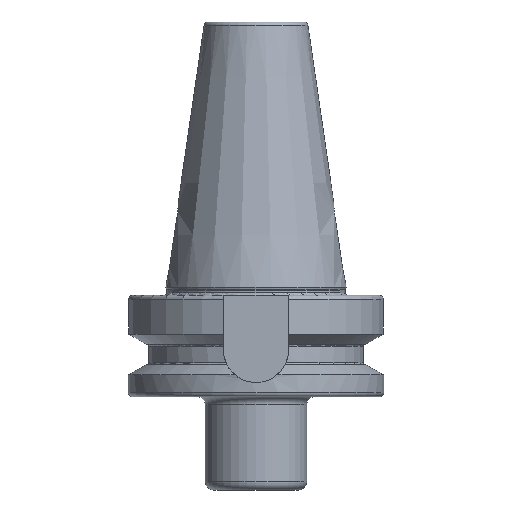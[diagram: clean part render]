
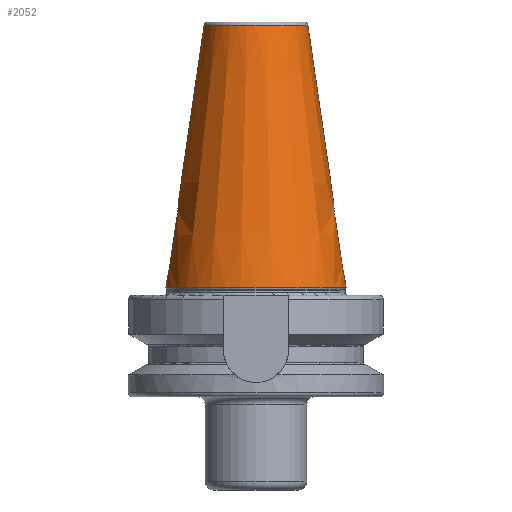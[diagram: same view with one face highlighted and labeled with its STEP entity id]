
A CAD part, left-side view. The second image highlights one B-rep face of the part: STEP entity #2052.
In plain terms, the highlighted conical face has half-angle 8.297 degrees and reference radius 17.519 mm.
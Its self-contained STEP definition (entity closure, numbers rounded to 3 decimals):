
#240=CARTESIAN_POINT('',(0,19.163,48));
#287=CARTESIAN_POINT('',(0.,-19.163,48));
#313=CARTESIAN_POINT('',(-2.765,-19.369,45.235));
#314=CARTESIAN_POINT('',(-2.765,-19.345,45.397));
#315=CARTESIAN_POINT('',(-2.736,-19.302,45.722));
#316=CARTESIAN_POINT('',(-2.609,-19.25,46.192));
#317=CARTESIAN_POINT('',(-2.405,-19.213,46.628));
#318=CARTESIAN_POINT('',(-2.125,-19.188,47.025));
#319=CARTESIAN_POINT('',(-1.787,-19.173,47.363));
#320=CARTESIAN_POINT('',(-1.389,-19.166,47.642));
#321=CARTESIAN_POINT('',(-0.954,-19.163,
47.845));
#322=CARTESIAN_POINT('',(-0.483,-19.163,
47.972));
#323=CARTESIAN_POINT('',(-0.161,-19.163,48));
#324=CARTESIAN_POINT('',(0.,-19.163,48));
#326=CARTESIAN_POINT('',(-2.765,-21.352,31.765));
#327=CARTESIAN_POINT('',(-2.765,-21.127,33.296));
#328=CARTESIAN_POINT('',(-2.765,-20.68,36.335));
#329=CARTESIAN_POINT('',(-2.765,-20.019,40.825));
#330=CARTESIAN_POINT('',(-2.765,-19.585,43.772));
#331=CARTESIAN_POINT('',(-2.765,-19.369,45.235));
#333=CARTESIAN_POINT('',(0.,-21.933,29));
#334=CARTESIAN_POINT('',(-0.157,-21.933,29));
#335=CARTESIAN_POINT('',(-0.472,-21.926,
29.027));
#336=CARTESIAN_POINT('',(-0.938,-21.893,
29.149));
#337=CARTESIAN_POINT('',(-1.372,-21.841,29.348));
#338=CARTESIAN_POINT('',(-1.774,-21.771,29.626));
#339=CARTESIAN_POINT('',(-2.118,-21.69,29.966));
#340=CARTESIAN_POINT('',(-2.403,-21.601,30.368));
#341=CARTESIAN_POINT('',(-2.61,-21.512,30.81));
#342=CARTESIAN_POINT('',(-2.737,-21.426,31.284));
#343=CARTESIAN_POINT('',(-2.765,-21.375,31.605));
#344=CARTESIAN_POINT('',(-2.765,-21.352,31.765));
#346=DIRECTION('',(0.,0.144,0.99));
#347=VECTOR('',#346,2.021);
#348=CARTESIAN_POINT('',(0,-22.225,27));
#349=LINE('',#348,#347);
#350=CARTESIAN_POINT('',(0,0,27));
#351=DIRECTION('',(0,0,1));
#352=DIRECTION('',(0,1,0));
#353=AXIS2_PLACEMENT_3D('',#350,#351,#352);
#355=DIRECTION('',(0,-0.144,0.99));
#356=VECTOR('',#355,2.021);
#357=CARTESIAN_POINT('',(0,22.225,27));
#358=LINE('',#357,#356);
#359=CARTESIAN_POINT('',(-2.765,21.352,31.765));
#360=CARTESIAN_POINT('',(-2.765,21.375,31.605));
#361=CARTESIAN_POINT('',(-2.737,21.426,31.285));
#362=CARTESIAN_POINT('',(-2.611,21.512,30.811));
#363=CARTESIAN_POINT('',(-2.403,21.601,30.369));
#364=CARTESIAN_POINT('',(-2.119,21.69,29.966));
#365=CARTESIAN_POINT('',(-1.774,21.771,29.626));
#366=CARTESIAN_POINT('',(-1.373,21.841,29.349));
#367=CARTESIAN_POINT('',(-0.938,21.893,29.149));
#368=CARTESIAN_POINT('',(-0.472,21.926,29.027));
#369=CARTESIAN_POINT('',(-0.157,21.933,29));
#370=CARTESIAN_POINT('',(0,21.933,29));
#372=CARTESIAN_POINT('',(-2.765,19.369,45.235));
#373=CARTESIAN_POINT('',(-2.765,19.585,43.772));
#374=CARTESIAN_POINT('',(-2.765,20.019,40.825));
#375=CARTESIAN_POINT('',(-2.765,20.68,36.335));
#376=CARTESIAN_POINT('',(-2.765,21.127,33.296));
#377=CARTESIAN_POINT('',(-2.765,21.352,31.765));
#379=CARTESIAN_POINT('',(0,19.163,48));
#380=CARTESIAN_POINT('',(-0.161,19.163,48));
#381=CARTESIAN_POINT('',(-0.484,19.163,47.972));
#382=CARTESIAN_POINT('',(-0.956,19.163,47.844));
#383=CARTESIAN_POINT('',(-1.391,19.166,47.641));
#384=CARTESIAN_POINT('',(-1.789,19.174,47.361));
#385=CARTESIAN_POINT('',(-2.127,19.188,47.023));
#386=CARTESIAN_POINT('',(-2.406,19.213,46.626));
#387=CARTESIAN_POINT('',(-2.61,19.251,46.19));
#388=CARTESIAN_POINT('',(-2.736,19.302,45.721));
#389=CARTESIAN_POINT('',(-2.765,19.345,45.397));
#390=CARTESIAN_POINT('',(-2.765,19.369,45.235));
#392=DIRECTION('',(0.,-0.144,0.99));
#393=VECTOR('',#392,44.005);
#394=CARTESIAN_POINT('',(0,19.163,48));
#395=LINE('',#394,#393);
#396=CARTESIAN_POINT('',(0,0,91.544));
#397=DIRECTION('',(0,0,1));
#398=DIRECTION('',(0,1,0));
#399=AXIS2_PLACEMENT_3D('',#396,#397,#398);
#401=DIRECTION('',(0.,0.144,0.99));
#402=VECTOR('',#401,44.005);
#403=CARTESIAN_POINT('',(0.,-19.163,48));
#404=LINE('',#403,#402);
#1422=CARTESIAN_POINT('',(0,22.225,27));
#1424=VERTEX_POINT('',#1422);
#1438=CARTESIAN_POINT('',(0,-22.225,27));
#1440=VERTEX_POINT('',#1438);
#1465=CARTESIAN_POINT('',(0,12.812,91.544));
#1466=CARTESIAN_POINT('',(0,-12.812,91.544));
#1467=VERTEX_POINT('',#1465);
#1468=VERTEX_POINT('',#1466);
#1655=CARTESIAN_POINT('',(-2.765,-19.369,45.235));
#1656=VERTEX_POINT('',#1655);
#1657=CARTESIAN_POINT('',(-2.765,19.369,45.235));
#1658=VERTEX_POINT('',#1657);
#1667=CARTESIAN_POINT('',(-2.765,-21.352,31.765));
#1668=VERTEX_POINT('',#1667);
#1669=CARTESIAN_POINT('',(-2.765,21.352,31.765));
#1670=VERTEX_POINT('',#1669);
#1671=VERTEX_POINT('',#240);
#1672=VERTEX_POINT('',#287);
#1687=CARTESIAN_POINT('',(0,21.933,29));
#1688=VERTEX_POINT('',#1687);
#1689=CARTESIAN_POINT('',(0.,-21.933,29));
#1690=VERTEX_POINT('',#1689);
#2031=CARTESIAN_POINT('',(0,0,59.272));
#2032=DIRECTION('',(0,0,-1));
#2033=DIRECTION('',(0,-1,0));
#2034=AXIS2_PLACEMENT_3D('',#2031,#2032,#2033);
#2035=CONICAL_SURFACE('',#2034,17.519,8.297);
#2036=ORIENTED_EDGE('',*,*,#1794,.F.);
#2037=ORIENTED_EDGE('',*,*,#1847,.F.);
#2038=ORIENTED_EDGE('',*,*,#2004,.F.);
#2039=ORIENTED_EDGE('',*,*,#1982,.F.);
#2041=ORIENTED_EDGE('',*,*,#2040,.F.);
#2042=ORIENTED_EDGE('',*,*,#1978,.T.);
#2043=ORIENTED_EDGE('',*,*,#2025,.F.);
#2044=ORIENTED_EDGE('',*,*,#1858,.F.);
#2045=ORIENTED_EDGE('',*,*,#1826,.F.);
#2046=ORIENTED_EDGE('',*,*,#1992,.T.);
#2048=ORIENTED_EDGE('',*,*,#2047,.T.);
#2049=ORIENTED_EDGE('',*,*,#1988,.F.);
#2050=EDGE_LOOP('',(#2036,#2037,#2038,#2039,#2041,#2042,#2043,#2044,#2045,#2046,
#2048,#2049));
#2051=FACE_OUTER_BOUND('',#2050,.F.);
#2052=ADVANCED_FACE('',(#2051),#2035,.T.);
#325=B_SPLINE_CURVE_WITH_KNOTS('',3,(#313,#314,#315,#316,#317,#318,#319,#320,
#321,#322,#323,#324),.UNSPECIFIED.,.F.,.F.,(4,1,1,1,1,1,1,1,1,4),(0,
0.111,0.222,0.333,0.444,
0.556,0.667,0.778,0.889,1),
.UNSPECIFIED.);
#332=B_SPLINE_CURVE_WITH_KNOTS('',3,(#326,#327,#328,#329,#330,#331),
.UNSPECIFIED.,.F.,.F.,(4,1,1,4),(0,0.333,0.667,1),
.UNSPECIFIED.);
#345=B_SPLINE_CURVE_WITH_KNOTS('',3,(#333,#334,#335,#336,#337,#338,#339,#340,
#341,#342,#343,#344),.UNSPECIFIED.,.F.,.F.,(4,1,1,1,1,1,1,1,1,4),(0,
0.111,0.222,0.333,0.444,
0.556,0.667,0.778,0.889,1),
.UNSPECIFIED.);
#354=CIRCLE('',#353,22.225);
#371=B_SPLINE_CURVE_WITH_KNOTS('',3,(#359,#360,#361,#362,#363,#364,#365,#366,
#367,#368,#369,#370),.UNSPECIFIED.,.F.,.F.,(4,1,1,1,1,1,1,1,1,4),(0,
0.111,0.222,0.333,0.444,
0.556,0.667,0.778,0.889,1),
.UNSPECIFIED.);
#378=B_SPLINE_CURVE_WITH_KNOTS('',3,(#372,#373,#374,#375,#376,#377),
.UNSPECIFIED.,.F.,.F.,(4,1,1,4),(0,0.333,0.667,1),
.UNSPECIFIED.);
#391=B_SPLINE_CURVE_WITH_KNOTS('',3,(#379,#380,#381,#382,#383,#384,#385,#386,
#387,#388,#389,#390),.UNSPECIFIED.,.F.,.F.,(4,1,1,1,1,1,1,1,1,4),(0,
0.111,0.222,0.333,0.444,
0.556,0.667,0.778,0.889,1),
.UNSPECIFIED.);
#400=CIRCLE('',#399,12.812);
#1794=EDGE_CURVE('',#1656,#1672,#325,.T.);
#1826=EDGE_CURVE('',#1671,#1658,#391,.T.);
#1847=EDGE_CURVE('',#1668,#1656,#332,.T.);
#1858=EDGE_CURVE('',#1658,#1670,#378,.T.);
#1978=EDGE_CURVE('',#1424,#1688,#358,.T.);
#1982=EDGE_CURVE('',#1440,#1690,#349,.T.);
#1988=EDGE_CURVE('',#1672,#1468,#404,.T.);
#1992=EDGE_CURVE('',#1671,#1467,#395,.T.);
#2004=EDGE_CURVE('',#1690,#1668,#345,.T.);
#2025=EDGE_CURVE('',#1670,#1688,#371,.T.);
#2040=EDGE_CURVE('',#1424,#1440,#354,.T.);
#2047=EDGE_CURVE('',#1467,#1468,#400,.T.);
